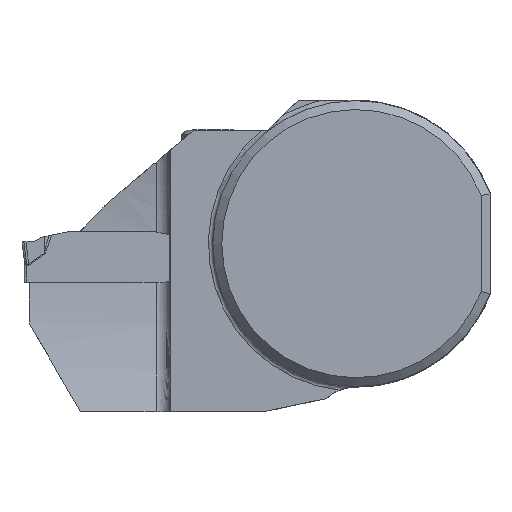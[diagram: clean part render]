
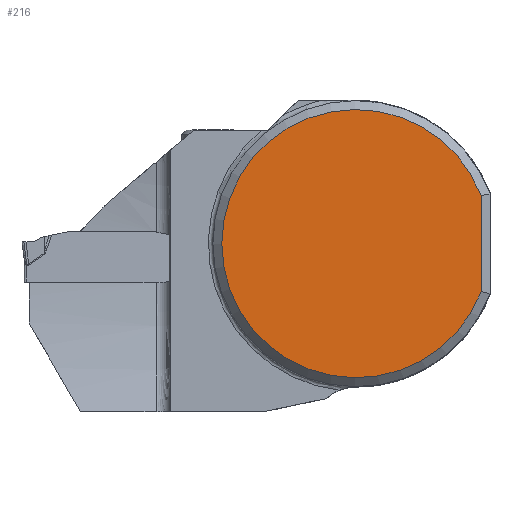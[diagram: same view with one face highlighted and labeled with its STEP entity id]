
A CAD part, top view. The second image highlights one B-rep face of the part: STEP entity #216.
In plain terms, the highlighted planar face has unit normal (0, 0, 1).
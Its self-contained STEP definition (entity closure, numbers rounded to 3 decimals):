
#162=PLANE('',#2243);
#216=ADVANCED_FACE('',(#369),#162,.F.);
#369=FACE_OUTER_BOUND('',#490,.T.);
#490=EDGE_LOOP('',(#982,#983));
#730=LINE('',#2972,#852);
#852=VECTOR('',#2454,1.);
#982=ORIENTED_EDGE('',*,*,#1813,.F.);
#983=ORIENTED_EDGE('',*,*,#1814,.T.);
#1614=VERTEX_POINT('',#2973);
#1615=VERTEX_POINT('',#2974);
#1813=EDGE_CURVE('',#1614,#1615,#730,.T.);
#1814=EDGE_CURVE('',#1614,#1615,#2119,.T.);
#2119=CIRCLE('',#2242,15.);
#2242=AXIS2_PLACEMENT_3D('',#2975,#2455,#2456);
#2243=AXIS2_PLACEMENT_3D('',#2976,#2457,#2458);
#2454=DIRECTION('',(0.,-1.,0.));
#2455=DIRECTION('',(0.,0.,1.));
#2456=DIRECTION('',(-1.,0.,0.));
#2457=DIRECTION('',(0.,0.,-1.));
#2458=DIRECTION('',(-1.,0.,0.));
#2972=CARTESIAN_POINT('',(14.,0.,0.325));
#2973=CARTESIAN_POINT('',(14.,5.385,0.325));
#2974=CARTESIAN_POINT('',(14.,-5.385,0.325));
#2975=CARTESIAN_POINT('',(0.,0.,0.325));
#2976=CARTESIAN_POINT('',(0.,0.,0.325));
